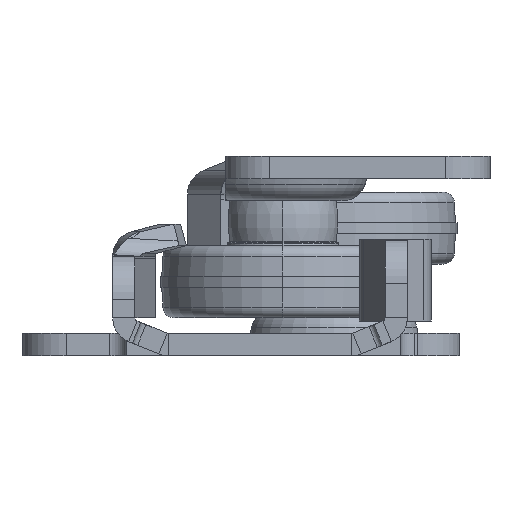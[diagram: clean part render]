
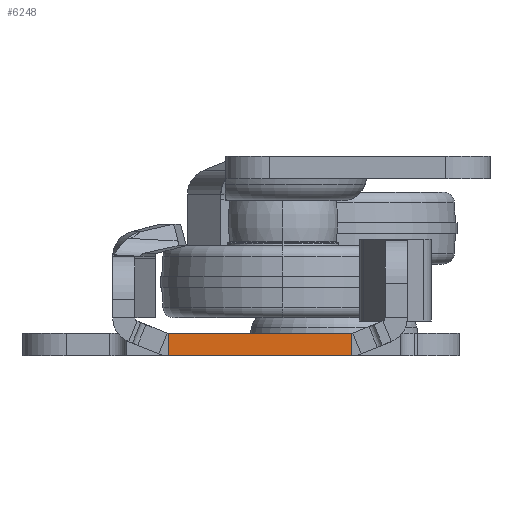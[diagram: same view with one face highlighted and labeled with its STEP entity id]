
A CAD part, left-side view. The second image highlights one B-rep face of the part: STEP entity #6248.
In plain terms, the highlighted planar face has unit normal (-1, 0, 0).
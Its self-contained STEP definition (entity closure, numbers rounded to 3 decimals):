
#596 = VECTOR ( 'NONE', #13735, 1000. ) ;
#707 = CARTESIAN_POINT ( 'NONE',  ( -399.5, -11.5, 2. ) ) ;
#1471 = VECTOR ( 'NONE', #11279, 1000. ) ;
#1631 = EDGE_CURVE ( 'NONE', #12393, #10548, #9872, .T. ) ;
#2146 = LINE ( 'NONE', #16680, #1471 ) ;
#3198 = DIRECTION ( 'NONE',  ( 0., 0., -1. ) ) ;
#3629 = DIRECTION ( 'NONE',  ( -1., 0., 0. ) ) ;
#3664 = LINE ( 'NONE', #11358, #10591 ) ;
#4858 = ORIENTED_EDGE ( 'NONE', *, *, #15950, .F. ) ;
#5538 = CARTESIAN_POINT ( 'NONE',  ( -399.5, 7.022, 2. ) ) ;
#6248 = ADVANCED_FACE ( 'NONE', ( #7163 ), #13892, .T. ) ;
#6264 = CARTESIAN_POINT ( 'NONE',  ( -399.5, -9.522, 0. ) ) ;
#6918 = VERTEX_POINT ( 'NONE', #5538 ) ;
#7163 = FACE_OUTER_BOUND ( 'NONE', #13855, .T. ) ;
#7312 = ORIENTED_EDGE ( 'NONE', *, *, #1631, .F. ) ;
#7434 = LINE ( 'NONE', #707, #596 ) ;
#8341 = CARTESIAN_POINT ( 'NONE',  ( -399.5, -9.522, 2. ) ) ;
#8686 = DIRECTION ( 'NONE',  ( 0., 1., 0. ) ) ;
#9063 = DIRECTION ( 'NONE',  ( 0., 1., 0. ) ) ;
#9872 = LINE ( 'NONE', #8341, #13510 ) ;
#10080 = EDGE_CURVE ( 'NONE', #10548, #13962, #3664, .T. ) ;
#10548 = VERTEX_POINT ( 'NONE', #6264 ) ;
#10591 = VECTOR ( 'NONE', #9063, 1000. ) ;
#11107 = AXIS2_PLACEMENT_3D ( 'NONE', #13714, #3629, #8686 ) ;
#11224 = ORIENTED_EDGE ( 'NONE', *, *, #13964, .T. ) ;
#11279 = DIRECTION ( 'NONE',  ( 0., 0., 1. ) ) ;
#11358 = CARTESIAN_POINT ( 'NONE',  ( -399.5, -21.25, 0. ) ) ;
#12306 = CARTESIAN_POINT ( 'NONE',  ( -399.5, 7.022, 0. ) ) ;
#12393 = VERTEX_POINT ( 'NONE', #14627 ) ;
#12653 = ORIENTED_EDGE ( 'NONE', *, *, #10080, .F. ) ;
#13510 = VECTOR ( 'NONE', #3198, 1000. ) ;
#13714 = CARTESIAN_POINT ( 'NONE',  ( -399.5, -11.5, 2. ) ) ;
#13735 = DIRECTION ( 'NONE',  ( 0., 1., 0. ) ) ;
#13855 = EDGE_LOOP ( 'NONE', ( #7312, #11224, #4858, #12653 ) ) ;
#13892 = PLANE ( 'NONE',  #11107 ) ;
#13962 = VERTEX_POINT ( 'NONE', #12306 ) ;
#13964 = EDGE_CURVE ( 'NONE', #12393, #6918, #7434, .T. ) ;
#14627 = CARTESIAN_POINT ( 'NONE',  ( -399.5, -9.522, 2. ) ) ;
#15950 = EDGE_CURVE ( 'NONE', #13962, #6918, #2146, .T. ) ;
#16680 = CARTESIAN_POINT ( 'NONE',  ( -399.5, 7.022, 2. ) ) ;
